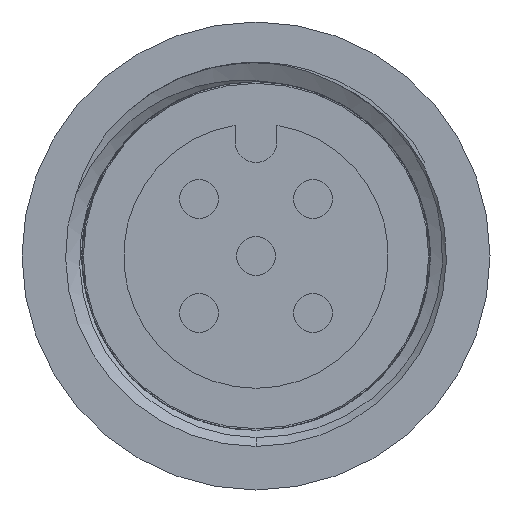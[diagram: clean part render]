
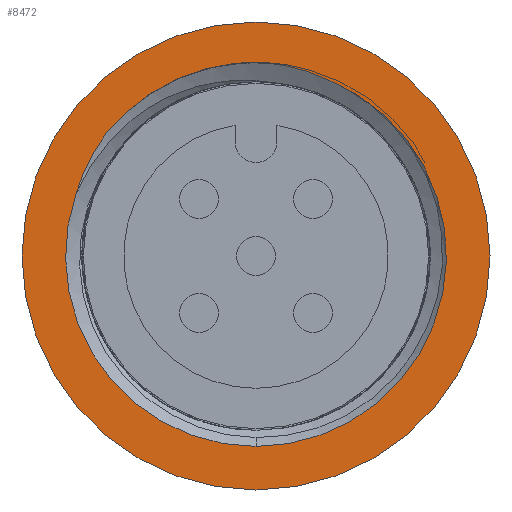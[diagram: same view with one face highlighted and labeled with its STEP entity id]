
A CAD part, left-side view. The second image highlights one B-rep face of the part: STEP entity #8472.
In plain terms, the highlighted planar face has unit normal (-1, 0, 0).
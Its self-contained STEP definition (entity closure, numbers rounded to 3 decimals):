
#106 = CARTESIAN_POINT ( 'NONE',  ( -11.9, -0.227, 5.996 ) ) ;
#215 = CARTESIAN_POINT ( 'NONE',  ( -11.9, -1.627, 5.718 ) ) ;
#381 = CARTESIAN_POINT ( 'NONE',  ( -11.9, -0.227, 5.996 ) ) ;
#392 = CARTESIAN_POINT ( 'NONE',  ( -11.9, 0.236, 6.013 ) ) ;
#411 = CARTESIAN_POINT ( 'NONE',  ( -11.9, 0.692, 5.977 ) ) ;
#417 = CARTESIAN_POINT ( 'NONE',  ( -11.9, 1.591, 5.803 ) ) ;
#434 = CARTESIAN_POINT ( 'NONE',  ( -11.9, 2.037, 5.662 ) ) ;
#444 = CARTESIAN_POINT ( 'NONE',  ( -11.9, 2.872, 5.288 ) ) ;
#465 = CARTESIAN_POINT ( 'NONE',  ( -11.9, 3.268, 5.053 ) ) ;
#474 = CARTESIAN_POINT ( 'NONE',  ( -11.9, 4.004, 4.492 ) ) ;
#507 = CARTESIAN_POINT ( 'NONE',  ( -11.9, 4.338, 4.171 ) ) ;
#638 = CARTESIAN_POINT ( 'NONE',  ( -11.9, 4.633, 3.813 ) ) ;
#781 = CARTESIAN_POINT ( 'NONE',  ( -11.9, -2.291, 5.437 ) ) ;
#783 = ORIENTED_EDGE ( 'NONE', *, *, #5820, .T. ) ;
#795 = ORIENTED_EDGE ( 'NONE', *, *, #3667, .T. ) ;
#1053 = AXIS2_PLACEMENT_3D ( 'NONE', #4921, #1779, #1067 ) ;
#1067 = DIRECTION ( 'NONE',  ( 0., 0., 1. ) ) ;
#1217 = CIRCLE ( 'NONE', #2585, 5.9 ) ;
#1779 = DIRECTION ( 'NONE',  ( -1., 0., 0. ) ) ;
#2127 = DIRECTION ( 'NONE',  ( 0., 0., 1. ) ) ;
#2158 = ORIENTED_EDGE ( 'NONE', *, *, #5946, .F. ) ;
#2160 = DIRECTION ( 'NONE',  ( 1., 0., 0. ) ) ;
#2197 = CARTESIAN_POINT ( 'NONE',  ( -11.9, 0., 0. ) ) ;
#2558 = AXIS2_PLACEMENT_3D ( 'NONE', #2197, #2160, #2127 ) ;
#2585 = AXIS2_PLACEMENT_3D ( 'NONE', #3586, #3555, #3414 ) ;
#2604 = CARTESIAN_POINT ( 'NONE',  ( -11.9, -2.291, 5.437 ) ) ;
#2646 = AXIS2_PLACEMENT_3D ( 'NONE', #8981, #8949, #8921 ) ;
#2971 = VERTEX_POINT ( 'NONE', #7220 ) ;
#3296 = ORIENTED_EDGE ( 'NONE', *, *, #5919, .T. ) ;
#3414 = DIRECTION ( 'NONE',  ( 0., 0., 1. ) ) ;
#3517 = EDGE_CURVE ( 'NONE', #7468, #7120, #9757, .T. ) ;
#3555 = DIRECTION ( 'NONE',  ( 1., 0., 0. ) ) ;
#3586 = CARTESIAN_POINT ( 'NONE',  ( -11.9, 0., 0. ) ) ;
#3667 = EDGE_CURVE ( 'NONE', #8042, #7468, #7349, .T. ) ;
#3919 = ORIENTED_EDGE ( 'NONE', *, *, #5892, .T. ) ;
#4097 = DIRECTION ( 'NONE',  ( 0., 0., 1. ) ) ;
#4122 = FACE_OUTER_BOUND ( 'NONE', #6905, .T. ) ;
#4170 = DIRECTION ( 'NONE',  ( 1., 0., 0. ) ) ;
#4199 = CARTESIAN_POINT ( 'NONE',  ( -11.9, 0., 0. ) ) ;
#4376 = EDGE_CURVE ( 'NONE', #8796, #4984, #7945, .T. ) ;
#4600 = FACE_BOUND ( 'NONE', #6915, .T. ) ;
#4671 = B_SPLINE_CURVE_WITH_KNOTS ( 'NONE', 3,
 ( #106, #8825, #7926, #215, #7726, #781 ),
 .UNSPECIFIED., .F., .F.,
 ( 4, 2, 4 ),
 ( 0., 0.001, 0.002 ),
 .UNSPECIFIED. ) ;
#4712 = CARTESIAN_POINT ( 'NONE',  ( -11.9, 5.58, 1.916 ) ) ;
#4743 = CARTESIAN_POINT ( 'NONE',  ( -11.9, 4.847, 3.527 ) ) ;
#4786 = CARTESIAN_POINT ( 'NONE',  ( -11.9, 4.633, 3.813 ) ) ;
#4891 = CARTESIAN_POINT ( 'NONE',  ( -11.9, 0., -7.25 ) ) ;
#4921 = CARTESIAN_POINT ( 'NONE',  ( -11.9, 7.25, 0. ) ) ;
#4951 = AXIS2_PLACEMENT_3D ( 'NONE', #4199, #4170, #4097 ) ;
#4984 = VERTEX_POINT ( 'NONE', #5762 ) ;
#5031 = CARTESIAN_POINT ( 'NONE',  ( -11.9, 5.035, 3.222 ) ) ;
#5346 = CARTESIAN_POINT ( 'NONE',  ( -11.9, 5.351, 2.588 ) ) ;
#5378 = CIRCLE ( 'NONE', #2558, 7.25 ) ;
#5462 = CARTESIAN_POINT ( 'NONE',  ( -11.9, 5.58, 1.916 ) ) ;
#5762 = CARTESIAN_POINT ( 'NONE',  ( -11.9, 0., 7.25 ) ) ;
#5820 = EDGE_CURVE ( 'NONE', #7120, #6730, #4671, .T. ) ;
#5892 = EDGE_CURVE ( 'NONE', #6730, #2971, #9825, .T. ) ;
#5919 = EDGE_CURVE ( 'NONE', #2971, #8042, #1217, .T. ) ;
#5946 = EDGE_CURVE ( 'NONE', #4984, #8796, #5378, .T. ) ;
#6539 = PLANE ( 'NONE',  #1053 ) ;
#6730 = VERTEX_POINT ( 'NONE', #2604 ) ;
#6905 = EDGE_LOOP ( 'NONE', ( #2158, #8831 ) ) ;
#6915 = EDGE_LOOP ( 'NONE', ( #3919, #3296, #795, #9651, #783 ) ) ;
#7120 = VERTEX_POINT ( 'NONE', #8526 ) ;
#7220 = CARTESIAN_POINT ( 'NONE',  ( -11.9, 0., -5.9 ) ) ;
#7349 = B_SPLINE_CURVE_WITH_KNOTS ( 'NONE', 3,
 ( #4712, #7756, #5346, #5031, #4743, #4786 ),
 .UNSPECIFIED., .F., .F.,
 ( 4, 2, 4 ),
 ( 0., 0.001, 0.002 ),
 .UNSPECIFIED. ) ;
#7468 = VERTEX_POINT ( 'NONE', #7503 ) ;
#7503 = CARTESIAN_POINT ( 'NONE',  ( -11.9, 4.633, 3.813 ) ) ;
#7726 = CARTESIAN_POINT ( 'NONE',  ( -11.9, -1.966, 5.593 ) ) ;
#7756 = CARTESIAN_POINT ( 'NONE',  ( -11.9, 5.481, 2.259 ) ) ;
#7926 = CARTESIAN_POINT ( 'NONE',  ( -11.9, -0.937, 5.905 ) ) ;
#7945 = CIRCLE ( 'NONE', #4951, 7.25 ) ;
#8042 = VERTEX_POINT ( 'NONE', #5462 ) ;
#8472 = ADVANCED_FACE ( 'NONE', ( #4122, #4600 ), #6539, .T. ) ;
#8526 = CARTESIAN_POINT ( 'NONE',  ( -11.9, -0.227, 5.996 ) ) ;
#8796 = VERTEX_POINT ( 'NONE', #4891 ) ;
#8825 = CARTESIAN_POINT ( 'NONE',  ( -11.9, -0.586, 5.966 ) ) ;
#8831 = ORIENTED_EDGE ( 'NONE', *, *, #4376, .F. ) ;
#8921 = DIRECTION ( 'NONE',  ( 0., 0., 1. ) ) ;
#8949 = DIRECTION ( 'NONE',  ( 1., 0., 0. ) ) ;
#8981 = CARTESIAN_POINT ( 'NONE',  ( -11.9, 0., 0. ) ) ;
#9651 = ORIENTED_EDGE ( 'NONE', *, *, #3517, .T. ) ;
#9757 = B_SPLINE_CURVE_WITH_KNOTS ( 'NONE', 3,
 ( #638, #507, #474, #465, #444, #434, #417, #411, #392, #381 ),
 .UNSPECIFIED., .F., .F.,
 ( 4, 2, 2, 2, 4 ),
 ( 0., 0.001, 0.003, 0.004, 0.006 ),
 .UNSPECIFIED. ) ;
#9825 = CIRCLE ( 'NONE', #2646, 5.9 ) ;
